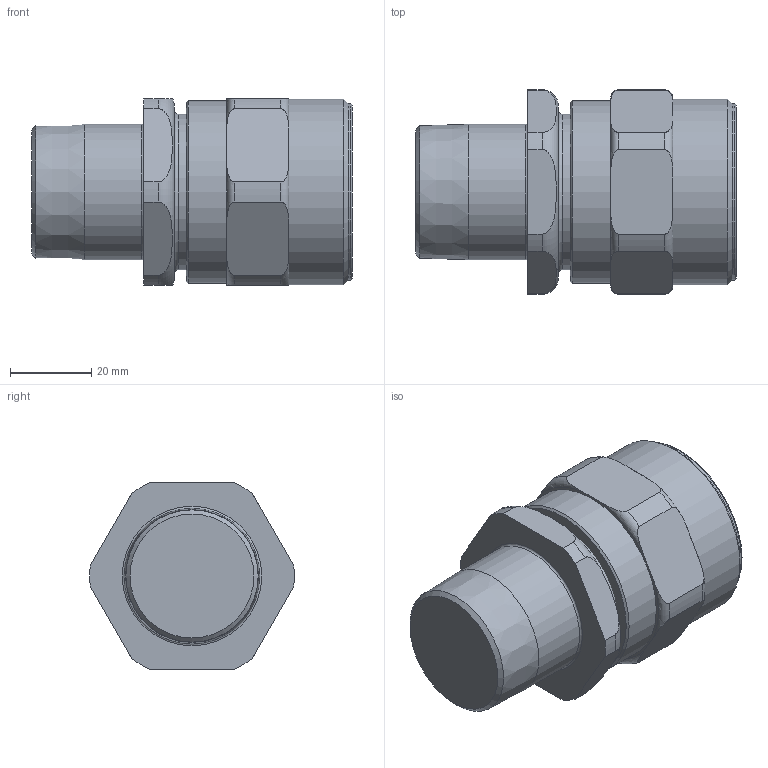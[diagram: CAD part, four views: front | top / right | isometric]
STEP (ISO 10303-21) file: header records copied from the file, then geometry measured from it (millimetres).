
FILE_DESCRIPTION(/* description */ (''),/* implementation_level */ '2;1');
FILE_NAME(/* name */ '150 RAC X C_1_NPT.stp',/* time_stamp */ '2021-04-25T20:20:57+06:00',/* author */ ('vinaykumark'),/* organization */ (''),/* preprocessor_version */ 'ST-DEVELOPER v18',/* originating_system */ 'Autodesk Inventor 2020',/* authorisation */ '');
FILE_SCHEMA (('AUTOMOTIVE_DESIGN { 1 0 10303 214 3 1 1 }'));
Length unit declared in the file: inch
Products named in the file (1): 150 RAC X C_1_NPT
Bounding box: 79.05 x 50.47 x 46 mm (x, y, z)
Volume: 154110.6 mm3; surface area: 29553.4 mm2
Topology: 6 solids, 6 shells, 147 faces, 435 edges, 302 vertices
Faces by surface type: torus 51, cylinder 36, cone 30, plane 26, sphere 4
Full cylindrical faces by diameter (mm): 0.8 x12, 26.5 x1, 33.4 x1, 34.95 x1, 37.4 x1, 38.1 x3, 38.4 x1, 41.275 x1, 43.54 x1, 45.15 x1, 45.86 x1
Entity records: 5621 total; most frequent: CARTESIAN_POINT 1268, DIRECTION 1000, ORIENTED_EDGE 854, AXIS2_PLACEMENT_3D 452, EDGE_CURVE 427, CIRCLE 304, VERTEX_POINT 298, EDGE_LOOP 153
